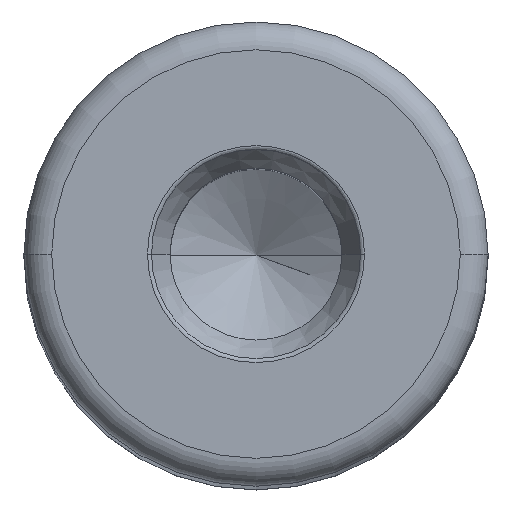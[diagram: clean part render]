
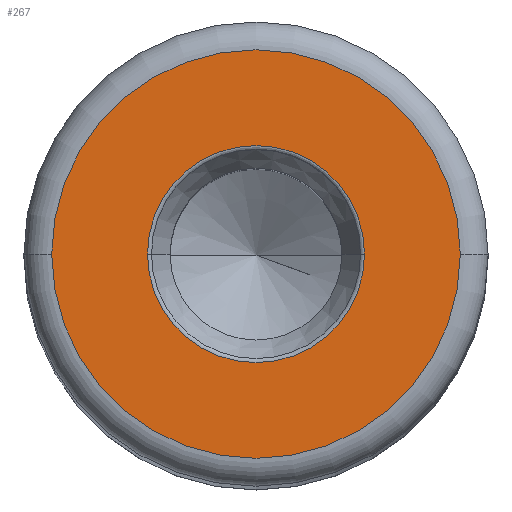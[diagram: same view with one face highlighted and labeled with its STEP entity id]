
A CAD part, top view. The second image highlights one B-rep face of the part: STEP entity #267.
In plain terms, the highlighted planar face has unit normal (0, 0, 1).
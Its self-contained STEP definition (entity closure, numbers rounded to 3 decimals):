
#32 = EDGE_CURVE ( 'NONE', #339, #497, #324, .T. ) ;
#36 = ORIENTED_EDGE ( 'NONE', *, *, #677, .T. ) ;
#45 = CARTESIAN_POINT ( 'NONE',  ( 0., 0., 240. ) ) ;
#53 = ORIENTED_EDGE ( 'NONE', *, *, #32, .T. ) ;
#107 = AXIS2_PLACEMENT_3D ( 'NONE', #472, #706, #710 ) ;
#108 = DIRECTION ( 'NONE',  ( 0., 0., -1. ) ) ;
#110 = DIRECTION ( 'NONE',  ( 0., 0., 1. ) ) ;
#156 = FACE_BOUND ( 'NONE', #685, .T. ) ;
#204 = CIRCLE ( 'NONE', #703, 22. ) ;
#231 = ORIENTED_EDGE ( 'NONE', *, *, #346, .T. ) ;
#240 = VERTEX_POINT ( 'NONE', #639 ) ;
#246 = VERTEX_POINT ( 'NONE', #581 ) ;
#267 = ADVANCED_FACE ( 'NONE', ( #156, #403 ), #656, .T. ) ;
#289 = CARTESIAN_POINT ( 'NONE',  ( 0., 0., 240. ) ) ;
#305 = DIRECTION ( 'NONE',  ( 1., 0., 0. ) ) ;
#309 = CARTESIAN_POINT ( 'NONE',  ( -11.689, 0., 240. ) ) ;
#324 = CIRCLE ( 'NONE', #399, 11.689 ) ;
#339 = VERTEX_POINT ( 'NONE', #309 ) ;
#346 = EDGE_CURVE ( 'NONE', #240, #246, #709, .T. ) ;
#347 = EDGE_LOOP ( 'NONE', ( #231, #36 ) ) ;
#371 = DIRECTION ( 'NONE',  ( 0., 0., 1. ) ) ;
#374 = ORIENTED_EDGE ( 'NONE', *, *, #673, .T. ) ;
#378 = CIRCLE ( 'NONE', #619, 11.689 ) ;
#399 = AXIS2_PLACEMENT_3D ( 'NONE', #289, #631, #753 ) ;
#403 = FACE_OUTER_BOUND ( 'NONE', #347, .T. ) ;
#453 = CARTESIAN_POINT ( 'NONE',  ( 0., 0., 240. ) ) ;
#472 = CARTESIAN_POINT ( 'NONE',  ( 0., 0., 240. ) ) ;
#494 = AXIS2_PLACEMENT_3D ( 'NONE', #602, #371, #305 ) ;
#497 = VERTEX_POINT ( 'NONE', #729 ) ;
#504 = DIRECTION ( 'NONE',  ( 1., 0., 0. ) ) ;
#570 = DIRECTION ( 'NONE',  ( 1., 0., 0. ) ) ;
#581 = CARTESIAN_POINT ( 'NONE',  ( -22., 0., 240. ) ) ;
#602 = CARTESIAN_POINT ( 'NONE',  ( 0., 0., 240. ) ) ;
#619 = AXIS2_PLACEMENT_3D ( 'NONE', #45, #108, #504 ) ;
#631 = DIRECTION ( 'NONE',  ( 0., 0., -1. ) ) ;
#639 = CARTESIAN_POINT ( 'NONE',  ( 22., 0., 240. ) ) ;
#656 = PLANE ( 'NONE',  #494 ) ;
#673 = EDGE_CURVE ( 'NONE', #497, #339, #378, .T. ) ;
#677 = EDGE_CURVE ( 'NONE', #246, #240, #204, .T. ) ;
#685 = EDGE_LOOP ( 'NONE', ( #374, #53 ) ) ;
#703 = AXIS2_PLACEMENT_3D ( 'NONE', #453, #110, #570 ) ;
#706 = DIRECTION ( 'NONE',  ( 0., 0., 1. ) ) ;
#709 = CIRCLE ( 'NONE', #107, 22. ) ;
#710 = DIRECTION ( 'NONE',  ( 1., 0., 0. ) ) ;
#729 = CARTESIAN_POINT ( 'NONE',  ( 11.689, 0., 240. ) ) ;
#753 = DIRECTION ( 'NONE',  ( 1., 0., 0. ) ) ;
